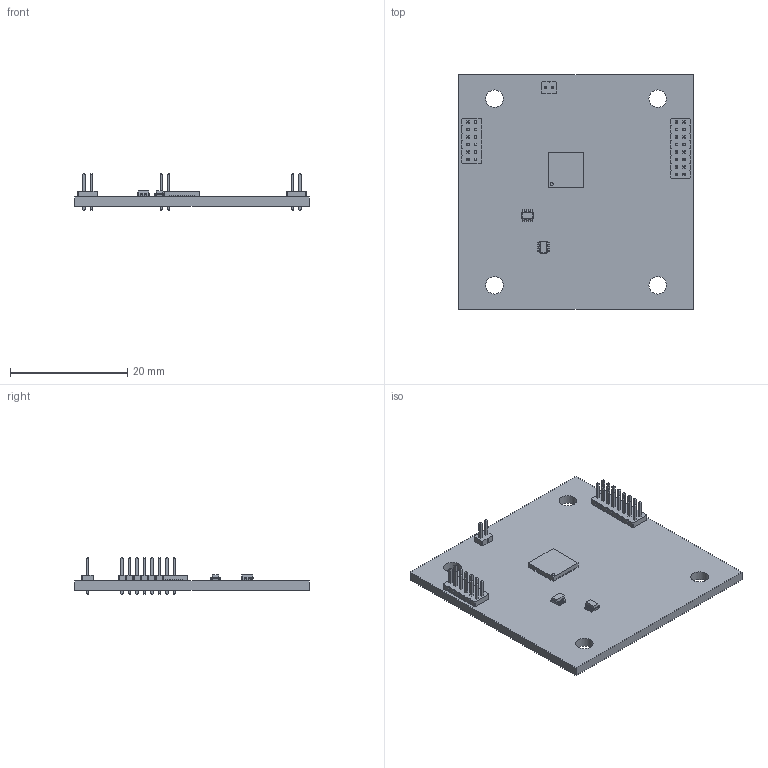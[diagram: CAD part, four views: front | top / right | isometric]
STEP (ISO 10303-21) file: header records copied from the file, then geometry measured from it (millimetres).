
FILE_DESCRIPTION(('FreeCAD Model'),'2;1');
FILE_NAME('Open CASCADE Shape Model','2023-07-27T20:28:59',(''),(''), 'Open CASCADE STEP processor 7.6','FreeCAD','Unknown');
FILE_SCHEMA(('AUTOMOTIVE_DESIGN { 1 0 10303 214 1 1 1 1 }'));
Length unit declared in the file: millimetre
Products named in the file (10): CommsRev0; Board_Geoms_e19c; Pcb_e19c; Step_Models_e19c; Top_e19c; J4_PinHeader_2x08_P127mm_Vertical_4db083f2690b; J3_PinHeader_2x06_P127mm_Vertical_37d54021ef1c; J2_PinHeader_1x02_P127mm_Vertical_719ac9e5078b; U1_SOT_363_SC_70_6_38a6dca92cb8; U4_QFN_28_1EP_6x6mm_P065mm_EP48x48mm_13f4ae8375c3
Assembly tree (10 placements, depth 4):
  CommsRev0
    Board_Geoms_e19c
      Pcb_e19c
    Step_Models_e19c
      Top_e19c
        J4_PinHeader_2x08_P127mm_Vertical_4db083f2690b
        J3_PinHeader_2x06_P127mm_Vertical_37d54021ef1c
        J2_PinHeader_1x02_P127mm_Vertical_719ac9e5078b
        U1_SOT_363_SC_70_6_38a6dca92cb8  x2
        U4_QFN_28_1EP_6x6mm_P065mm_EP48x48mm_13f4ae8375c3
Bounding box: 40 x 40 x 6.3 mm (x, y, z)
Volume: 2626.7 mm3; surface area: 4099.3 mm2
Topology: 7 solids, 7 shells, 1106 faces, 2730 edges, 1700 vertices
Faces by surface type: plane 935, cylinder 111, bspline 60
Full cylindrical faces by diameter (mm): 0.5 x1, 0.65 x30, 3 x4
Entity records: 35359 total; most frequent: CARTESIAN_POINT 5091, ORIENTED_EDGE 4884, DIRECTION 4522, EDGE_CURVE 2442, LINE 2236, VECTOR 2236, VERTEX_POINT 1528, AXIS2_PLACEMENT_3D 1143
